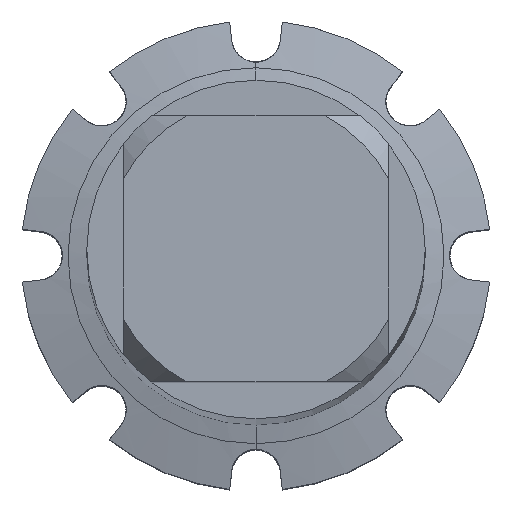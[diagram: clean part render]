
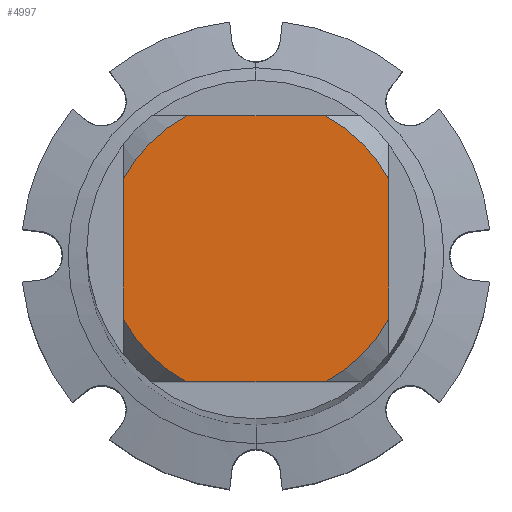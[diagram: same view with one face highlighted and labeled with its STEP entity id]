
A CAD part, top view. The second image highlights one B-rep face of the part: STEP entity #4997.
In plain terms, the highlighted planar face has unit normal (0, 0, 1).
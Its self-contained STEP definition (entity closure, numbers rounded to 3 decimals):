
#3647=EDGE_CURVE('',#8223,#6203,#10721,.T.);
#3679=VERTEX_POINT('',#10755);
#3749=EDGE_CURVE('',#9355,#6203,#10830,.T.);
#3979=EDGE_CURVE('',#9355,#8119,#11081,.T.);
#4049=EDGE_CURVE('',#8755,#7391,#11154,.T.);
#4373=EDGE_CURVE('',#8223,#3679,#11503,.T.);
#4997=ADVANCED_FACE('',(#12183),#12184,.T.);
#6203=VERTEX_POINT('',#13501);
#6485=EDGE_CURVE('',#8755,#3679,#13806,.T.);
#6821=EDGE_CURVE('',#7361,#7391,#14169,.T.);
#7361=VERTEX_POINT('',#14759);
#7391=VERTEX_POINT('',#14790);
#8119=VERTEX_POINT('',#15577);
#8223=VERTEX_POINT('',#15691);
#8693=EDGE_CURVE('',#7361,#8119,#16194,.T.);
#8755=VERTEX_POINT('',#16260);
#9355=VERTEX_POINT('',#16903);
#10721=CIRCLE('',#18448,3.1);
#10755=CARTESIAN_POINT('',(-1.431,2.75,0.0));
#10830=LINE('',#18663,#18664);
#11081=CIRCLE('',#19098,3.1);
#11154=LINE('',#19218,#19219);
#11503=LINE('',#19819,#19820);
#12183=FACE_OUTER_BOUND('',#21045,.T.);
#12184=PLANE('',#21046);
#13501=CARTESIAN_POINT('',(2.75,1.431,0.0));
#13806=CIRCLE('',#24039,3.1);
#14169=CIRCLE('',#24634,3.1);
#14759=CARTESIAN_POINT('',(-1.431,-2.75,0.0));
#14790=CARTESIAN_POINT('',(-2.75,-1.431,0.0));
#15577=CARTESIAN_POINT('',(1.431,-2.75,0.0));
#15691=CARTESIAN_POINT('',(1.431,2.75,0.0));
#16194=LINE('',#28247,#28248);
#16260=CARTESIAN_POINT('',(-2.75,1.431,0.0));
#16903=CARTESIAN_POINT('',(2.75,-1.431,0.0));
#18448=AXIS2_PLACEMENT_3D('',#32109,#32110,#32111);
#18663=CARTESIAN_POINT('',(2.75,0.775,0.0));
#18664=VECTOR('',#32286,1.0);
#19098=AXIS2_PLACEMENT_3D('',#32659,#32660,#32661);
#19218=CARTESIAN_POINT('',(-2.75,0.775,0.0));
#19219=VECTOR('',#32704,1.0);
#19819=CARTESIAN_POINT('',(0.0,2.75,0.0));
#19820=VECTOR('',#33006,1.0);
#21045=EDGE_LOOP('',(#33768,#33769,#33770,#33771,#33772,#33773,#33774,#33775));
#21046=AXIS2_PLACEMENT_3D('',#33776,#33777,#33778);
#24039=AXIS2_PLACEMENT_3D('',#35538,#35539,#35540);
#24634=AXIS2_PLACEMENT_3D('',#35853,#35854,#35855);
#28247=CARTESIAN_POINT('',(0.0,-2.75,0.0));
#28248=VECTOR('',#37892,1.0);
#32109=CARTESIAN_POINT('',(0.0,0.0,0.0));
#32110=DIRECTION('',(0.0,0.0,-1.0));
#32111=DIRECTION('',(0.0,1.0,0.0));
#32286=DIRECTION('',(-0.0,1.0,0.0));
#32659=CARTESIAN_POINT('',(0.0,0.0,0.0));
#32660=DIRECTION('',(0.0,0.0,-1.0));
#32661=DIRECTION('',(0.0,1.0,0.0));
#32704=DIRECTION('',(-0.0,-1.0,0.0));
#33006=DIRECTION('',(-1.0,0.0,0.0));
#33768=ORIENTED_EDGE('',*,*,#4049,.T.);
#33769=ORIENTED_EDGE('',*,*,#6821,.F.);
#33770=ORIENTED_EDGE('',*,*,#8693,.T.);
#33771=ORIENTED_EDGE('',*,*,#3979,.F.);
#33772=ORIENTED_EDGE('',*,*,#3749,.T.);
#33773=ORIENTED_EDGE('',*,*,#3647,.F.);
#33774=ORIENTED_EDGE('',*,*,#4373,.T.);
#33775=ORIENTED_EDGE('',*,*,#6485,.F.);
#33776=CARTESIAN_POINT('',(0.0,1.55,0.0));
#33777=DIRECTION('',(-0.0,0.0,1.0));
#33778=DIRECTION('',(0.0,-1.0,0.0));
#35538=CARTESIAN_POINT('',(0.0,0.0,0.0));
#35539=DIRECTION('',(0.0,0.0,-1.0));
#35540=DIRECTION('',(0.0,1.0,0.0));
#35853=CARTESIAN_POINT('',(0.0,0.0,0.0));
#35854=DIRECTION('',(0.0,0.0,-1.0));
#35855=DIRECTION('',(0.0,1.0,0.0));
#37892=DIRECTION('',(1.0,0.0,0.0));
